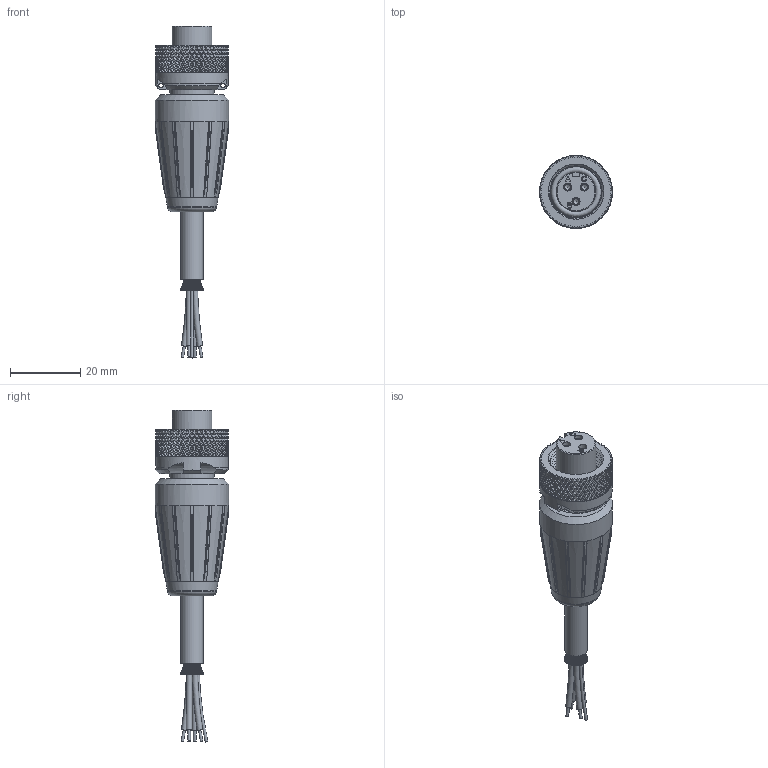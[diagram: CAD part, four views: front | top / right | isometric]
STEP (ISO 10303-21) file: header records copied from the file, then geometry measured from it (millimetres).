
FILE_DESCRIPTION(/* description */ ('MEDIUM SIZE 2 SOCKET CONNECTOR FOR PORTABLE DATA COLLECTORS'),/* implementation_level */ '2;1');
FILE_NAME(/* name */ 'Q3AB.stp',/* time_stamp */ '2023-02-16T10:47:31-05:00',/* author */ ('cthayer'),/* organization */ (''),/* preprocessor_version */ 'ST-DEVELOPER v19',/* originating_system */ 'Autodesk Inventor 2023',/* authorisation */ '');
FILE_SCHEMA (('AUTOMOTIVE_DESIGN { 1 0 10303 214 3 1 1 }'));
Length unit declared in the file: inch
Products named in the file (11): Q3A; TOL11941-K2C; CBP10001; CBP11097; CBP10009; CBP10324_for d2q; CBP11063; CBA10107; CBP10564; CB192; CBP10662
Assembly tree (12 placements, depth 3):
  Q3A
    CBP10564  x3
    TOL11941-K2C
    CBP10001
    CBP11097
    CBP10009
    CBP10324_for d2q
    CBP11063
    CBA10107
    CB192
      CBP10662
Bounding box: 20.83 x 20.83 x 94.65 mm (x, y, z)
Volume: 13407.2 mm3; surface area: 14083.9 mm2
Topology: 11 solids, 11 shells, 2619 faces, 7253 edges, 4270 vertices
Faces by surface type: bspline 1746, cylinder 484, plane 307, cone 49, torus 33
Full cylindrical faces by diameter (mm): 1.016 x3, 1.27 x2, 1.727 x6, 2.286 x3, 2.565 x3, 2.819 x3, 3.175 x4, 3.302 x6, 3.708 x3, 6.35 x1, 7.62 x1, 7.696 x1, 9.271 x2, 9.652 x2, 10.16 x1, 10.185 x1, 11.176 x1, 11.303 x1, 11.328 x1, 12.7 x2, 12.827 x1, 12.954 x1, 13.97 x2, 14.681 x1, 15.875 x5, 16.002 x1, 16.51 x2, 20.583 x1, 20.828 x1
Entity records: 168619 total; most frequent: CARTESIAN_POINT 118448, ORIENTED_EDGE 14318, EDGE_CURVE 7159, B_SPLINE_CURVE_WITH_KNOTS 5420, VERTEX_POINT 4207, DIRECTION 4042, EDGE_LOOP 2692, FACE_OUTER_BOUND 2579
